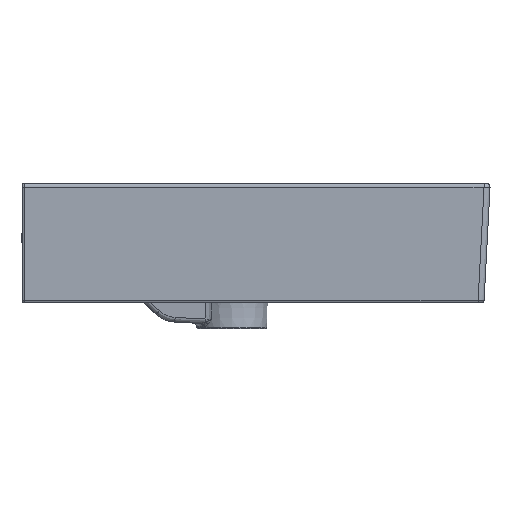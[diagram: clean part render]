
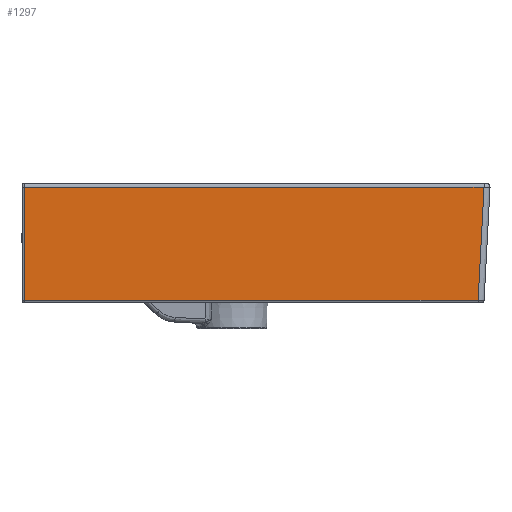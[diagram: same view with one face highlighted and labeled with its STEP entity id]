
A CAD part, left-side view. The second image highlights one B-rep face of the part: STEP entity #1297.
In plain terms, the highlighted planar face has unit normal (-1, 0, -0.018).
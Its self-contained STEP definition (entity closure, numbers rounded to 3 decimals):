
#559=FACE_OUTER_BOUND('',#1902,.T.);
#1297=ADVANCED_FACE('',(#559),#1696,.T.);
#1696=PLANE('',#6824);
#1902=EDGE_LOOP('',(#3525,#3526,#3527,#3528));
#2390=LINE('',#12134,#2536);
#2391=LINE('',#12137,#2537);
#2392=LINE('',#12144,#2538);
#2536=VECTOR('',#7556,1.);
#2537=VECTOR('',#7557,1.);
#2538=VECTOR('',#7558,1.);
#2793=B_SPLINE_CURVE_WITH_KNOTS('',3,(#12139,#12140,#12141,#12142),
 .UNSPECIFIED.,.F.,.F.,(4,4),(0.,1.),.UNSPECIFIED.);
#3525=ORIENTED_EDGE('',*,*,#6081,.T.);
#3526=ORIENTED_EDGE('',*,*,#6082,.T.);
#3527=ORIENTED_EDGE('',*,*,#6083,.T.);
#3528=ORIENTED_EDGE('',*,*,#6084,.T.);
#5451=VERTEX_POINT('',#12135);
#5452=VERTEX_POINT('',#12136);
#5453=VERTEX_POINT('',#12138);
#5454=VERTEX_POINT('',#12143);
#6081=EDGE_CURVE('',#5451,#5452,#2390,.T.);
#6082=EDGE_CURVE('',#5452,#5453,#2391,.T.);
#6083=EDGE_CURVE('',#5453,#5454,#2793,.T.);
#6084=EDGE_CURVE('',#5454,#5451,#2392,.T.);
#6824=AXIS2_PLACEMENT_3D('',#12145,#7559,#7560);
#7556=DIRECTION('',(0.017,0.,-1.));
#7557=DIRECTION('',(0.,-1.,0.));
#7558=DIRECTION('',(0.,1.,0.));
#7559=DIRECTION('',(-1.,0.,-0.017));
#7560=DIRECTION('',(0.017,0.,-1.));
#12134=CARTESIAN_POINT('',(-605.044,-2.5,-100.));
#12135=CARTESIAN_POINT('',(-606.98,-2.5,10.93));
#12136=CARTESIAN_POINT('',(-605.,-2.5,-102.544));
#12137=CARTESIAN_POINT('',(-605.,-456.533,-102.544));
#12138=CARTESIAN_POINT('',(-605.,-456.662,-102.544));
#12139=CARTESIAN_POINT('',(-605.,-456.662,-102.544));
#12140=CARTESIAN_POINT('',(-605.66,-458.644,-64.719));
#12141=CARTESIAN_POINT('',(-606.32,-460.626,-26.894));
#12142=CARTESIAN_POINT('',(-606.98,-462.609,10.93));
#12143=CARTESIAN_POINT('',(-606.98,-462.609,10.93));
#12144=CARTESIAN_POINT('',(-606.98,0.,10.93));
#12145=CARTESIAN_POINT('',(-605.044,0.,-100.));
